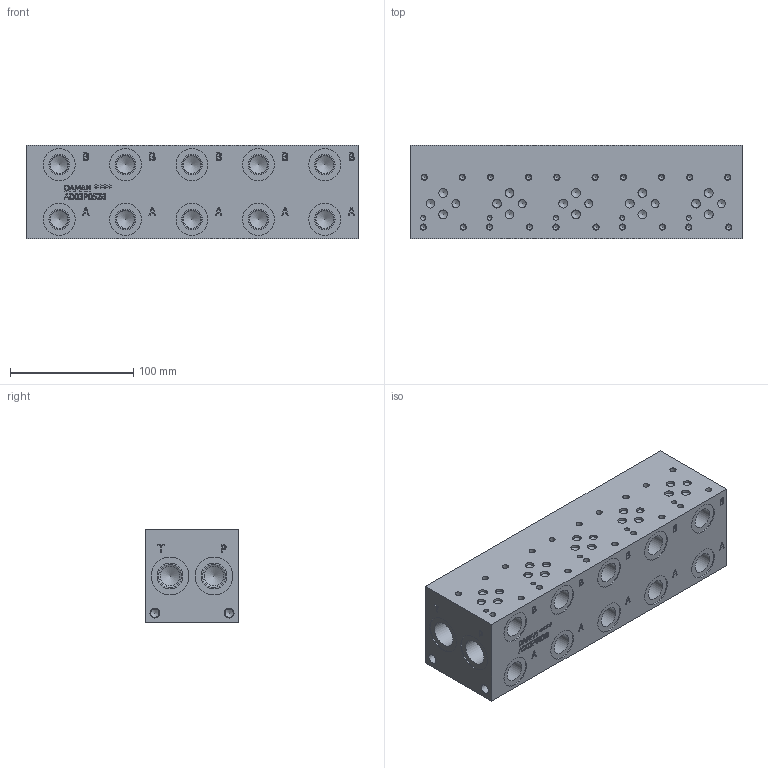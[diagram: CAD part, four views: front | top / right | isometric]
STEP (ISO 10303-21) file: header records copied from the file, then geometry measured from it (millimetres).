
FILE_DESCRIPTION(/* description */ (''),/* implementation_level */ '2;1');
FILE_NAME(/* name */ '_D03P052B.stp',/* time_stamp */ '2020-03-17T14:56:11-04:00',/* author */ ('devonn'),/* organization */ (''),/* preprocessor_version */ 'ST-DEVELOPER v17',/* originating_system */ 'Autodesk Inventor 2019',/* authorisation */ '');
FILE_SCHEMA (('AUTOMOTIVE_DESIGN { 1 0 10303 214 3 1 1 }'));
Length unit declared in the file: millimetre
Products named in the file (1): Part_AD03P052B_3D
Bounding box: 269.88 x 76.2 x 76.2 mm (x, y, z)
Volume: 1475246.3 mm3; surface area: 120732.5 mm2
Topology: 1 solids, 1 shells, 830 faces, 2284 edges, 1567 vertices
Faces by surface type: plane 433, bspline 191, cylinder 129, cone 77
Full cylindrical faces by diameter (mm): 3.962 x5, 4.216 x20, 5.004 x20, 6.35 x5, 6.756 x4, 7.137 x15, 8.001 x4, 14.3 x10, 15.062 x10, 15.875 x4, 16.764 x10, 18.923 x4, 21.057 x4, 25.933 x10, 30.683 x4
Entity records: 27884 total; most frequent: CARTESIAN_POINT 7102, ORIENTED_EDGE 4442, DIRECTION 3601, EDGE_CURVE 2221, VERTEX_POINT 1567, LINE 1357, VECTOR 1357, AXIS2_PLACEMENT_3D 1122
